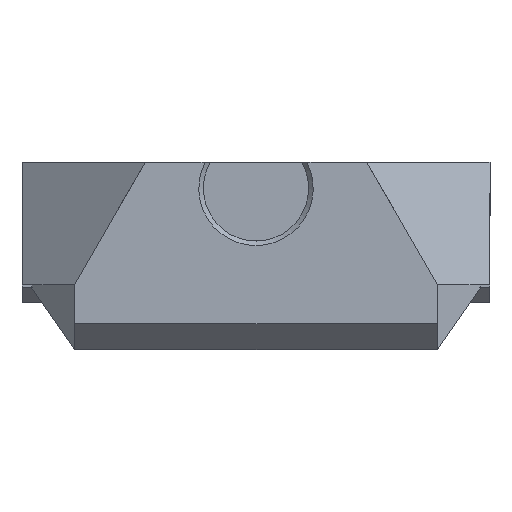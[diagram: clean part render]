
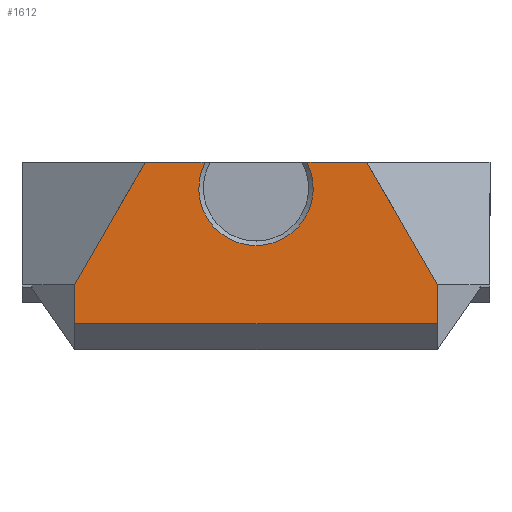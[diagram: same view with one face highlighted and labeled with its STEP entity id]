
A CAD part, front view. The second image highlights one B-rep face of the part: STEP entity #1612.
In plain terms, the highlighted planar face has unit normal (0, -1, 0).
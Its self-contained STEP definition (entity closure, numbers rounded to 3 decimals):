
#31=CIRCLE('',#1726,4.4);
#105=FACE_OUTER_BOUND('',#195,.T.);
#195=EDGE_LOOP('',(#1206,#1207,#1208,#1209,#1210,#1211,#1212,#1213));
#323=LINE('',#2412,#524);
#345=LINE('',#2459,#546);
#349=LINE('',#2467,#550);
#350=LINE('',#2469,#551);
#351=LINE('',#2471,#552);
#352=LINE('',#2473,#553);
#353=LINE('',#2474,#554);
#524=VECTOR('',#1960,10.);
#546=VECTOR('',#1986,10.);
#550=VECTOR('',#1992,10.);
#551=VECTOR('',#1993,10.);
#552=VECTOR('',#1994,10.);
#553=VECTOR('',#1995,10.);
#554=VECTOR('',#1996,10.);
#709=VERTEX_POINT('',#2399);
#710=VERTEX_POINT('',#2403);
#712=VERTEX_POINT('',#2411);
#735=VERTEX_POINT('',#2457);
#738=VERTEX_POINT('',#2466);
#739=VERTEX_POINT('',#2468);
#740=VERTEX_POINT('',#2470);
#741=VERTEX_POINT('',#2472);
#882=EDGE_CURVE('',#709,#710,#31,.T.);
#885=EDGE_CURVE('',#712,#710,#323,.T.);
#909=EDGE_CURVE('',#709,#735,#345,.T.);
#913=EDGE_CURVE('',#735,#738,#349,.T.);
#914=EDGE_CURVE('',#738,#739,#350,.T.);
#915=EDGE_CURVE('',#740,#739,#351,.T.);
#916=EDGE_CURVE('',#740,#741,#352,.T.);
#917=EDGE_CURVE('',#741,#712,#353,.T.);
#1206=ORIENTED_EDGE('',*,*,#882,.F.);
#1207=ORIENTED_EDGE('',*,*,#909,.T.);
#1208=ORIENTED_EDGE('',*,*,#913,.T.);
#1209=ORIENTED_EDGE('',*,*,#914,.T.);
#1210=ORIENTED_EDGE('',*,*,#915,.F.);
#1211=ORIENTED_EDGE('',*,*,#916,.T.);
#1212=ORIENTED_EDGE('',*,*,#917,.T.);
#1213=ORIENTED_EDGE('',*,*,#885,.T.);
#1531=PLANE('',#1731);
#1612=ADVANCED_FACE('',(#105),#1531,.T.);
#1726=AXIS2_PLACEMENT_3D('',#2404,#1954,#1955);
#1731=AXIS2_PLACEMENT_3D('',#2465,#1990,#1991);
#1954=DIRECTION('center_axis',(0.,-1.,0.));
#1955=DIRECTION('ref_axis',(0.,0.,
-1.));
#1960=DIRECTION('',(-1.,0.,0.));
#1986=DIRECTION('',(-1.,0.,0.));
#1990=DIRECTION('center_axis',(0.,-1.,0.));
#1991=DIRECTION('ref_axis',(0.,0.,
-1.));
#1992=DIRECTION('',(-0.5,0.,-0.866));
#1993=DIRECTION('',(0.,0.,-1.));
#1994=DIRECTION('',(-1.,0.,0.));
#1995=DIRECTION('',(0.,0.,1.));
#1996=DIRECTION('',(-0.5,0.,0.866));
#2399=CARTESIAN_POINT('',(-12.519,-50.,9.4));
#2403=CARTESIAN_POINT('',(-4.681,-50.,9.4));
#2404=CARTESIAN_POINT('Origin',(-8.6,-50.,7.4));
#2411=CARTESIAN_POINT('',(-0.078,-50.,9.4));
#2412=CARTESIAN_POINT('',(-26.6,-50.,9.4));
#2457=CARTESIAN_POINT('',(-17.122,-50.,9.4));
#2459=CARTESIAN_POINT('',(-26.6,-50.,9.4));
#2465=CARTESIAN_POINT('Origin',(-8.6,-50.,2.2));
#2466=CARTESIAN_POINT('',(-22.549,-50.,0.));
#2467=CARTESIAN_POINT('',(-17.122,-50.,9.4));
#2468=CARTESIAN_POINT('',(-22.549,-50.,-3.));
#2469=CARTESIAN_POINT('',(-22.549,-50.,0.));
#2470=CARTESIAN_POINT('',(5.349,-50.,-3.));
#2471=CARTESIAN_POINT('',(-15.574,-50.,-3.));
#2472=CARTESIAN_POINT('',(5.349,-50.,0.));
#2473=CARTESIAN_POINT('',(5.349,-50.,-5.));
#2474=CARTESIAN_POINT('',(-0.078,-50.,9.4));
